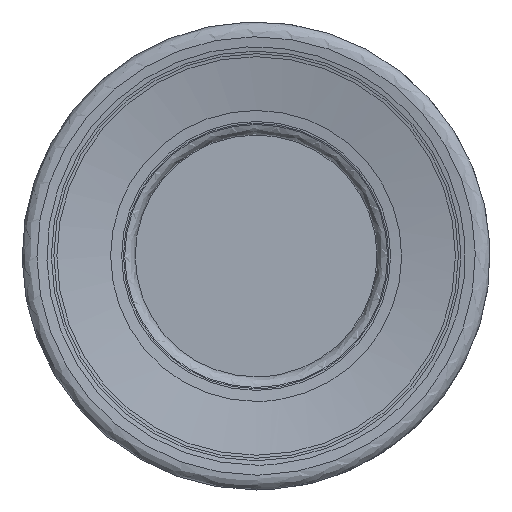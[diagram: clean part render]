
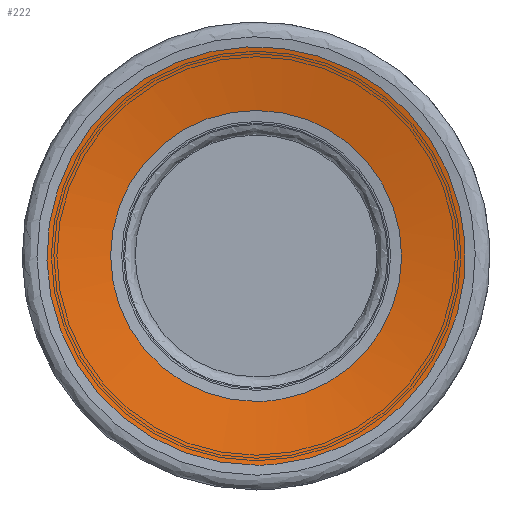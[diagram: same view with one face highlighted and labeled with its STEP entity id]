
A CAD part, left-side view. The second image highlights one B-rep face of the part: STEP entity #222.
In plain terms, the highlighted face is a revolution surface.
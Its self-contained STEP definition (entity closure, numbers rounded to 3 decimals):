
#31=LINE('',#693,#37);
#37=VECTOR('',#592,3.672);
#51=SURFACE_OF_REVOLUTION('',#31,#63);
#63=AXIS1_PLACEMENT('',#694,#593);
#222=ADVANCED_FACE('',(#273,#274),#51,.T.);
#273=FACE_BOUND('',#323,.T.);
#274=FACE_BOUND('',#324,.T.);
#323=EDGE_LOOP('',(#373));
#324=EDGE_LOOP('',(#374));
#373=ORIENTED_EDGE('',*,*,#414,.F.);
#374=ORIENTED_EDGE('',*,*,#424,.T.);
#389=VERTEX_POINT('',#638);
#399=VERTEX_POINT('',#690);
#414=EDGE_CURVE('',#389,#389,#439,.T.);
#424=EDGE_CURVE('',#399,#399,#449,.T.);
#439=CIRCLE('',#479,11.62);
#449=CIRCLE('',#491,8.081);
#479=AXIS2_PLACEMENT_3D('',#637,#550,#551);
#491=AXIS2_PLACEMENT_3D('',#689,#588,#589);
#550=DIRECTION('',(1.,0.,0.));
#551=DIRECTION('',(0.,0.,-1.));
#588=DIRECTION('',(1.,0.,0.));
#589=DIRECTION('',(0.,0.,-1.));
#592=DIRECTION('',(-0.183,-0.973,-0.143));
#593=DIRECTION('',(1.,0.,0.));
#637=CARTESIAN_POINT('',(0.1,0.,0.));
#638=CARTESIAN_POINT('',(0.1,0.,-11.62));
#689=CARTESIAN_POINT('',(0.77,0.,0.));
#690=CARTESIAN_POINT('',(0.77,0.,-8.081));
#693=CARTESIAN_POINT('',(0.77,-8.046,0.749));
#694=CARTESIAN_POINT('',(30.,0.,0.));
